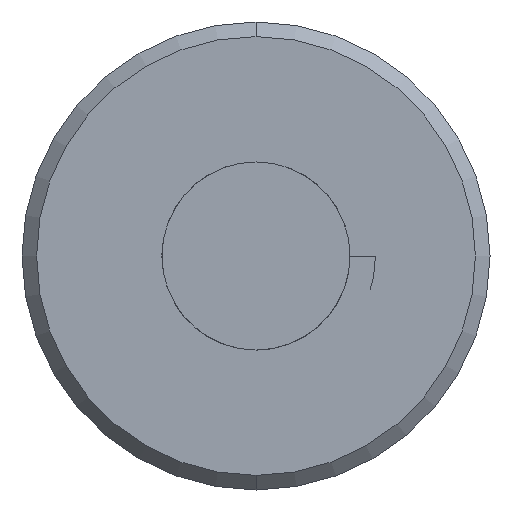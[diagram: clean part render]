
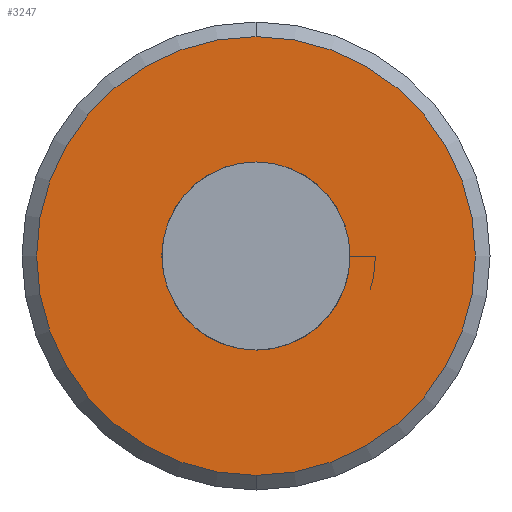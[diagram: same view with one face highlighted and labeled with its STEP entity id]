
A CAD part, front view. The second image highlights one B-rep face of the part: STEP entity #3247.
In plain terms, the highlighted planar face has unit normal (0, -1, 0).
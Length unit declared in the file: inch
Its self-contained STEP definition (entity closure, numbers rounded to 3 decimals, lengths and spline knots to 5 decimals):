
#19 = VERTEX_POINT ( 'NONE', #5207 ) ;
#275 = CARTESIAN_POINT ( 'NONE',  ( 0., -2.23881, 0.23437 ) ) ;
#378 = CARTESIAN_POINT ( 'NONE',  ( 0., -2.23881, 0.1005 ) ) ;
#448 = DIRECTION ( 'NONE',  ( 0., 0., 1. ) ) ;
#464 = CIRCLE ( 'NONE', #5464, 0.1005 ) ;
#508 = DIRECTION ( 'NONE',  ( 0., 0., 1. ) ) ;
#528 = CARTESIAN_POINT ( 'NONE',  ( 0., -2.23881, 0. ) ) ;
#664 = DIRECTION ( 'NONE',  ( 0., -1., 0. ) ) ;
#723 = DIRECTION ( 'NONE',  ( 0., 0., 1. ) ) ;
#728 = CIRCLE ( 'NONE', #6199, 0.1005 ) ;
#1079 = AXIS2_PLACEMENT_3D ( 'NONE', #528, #1553, #448 ) ;
#1252 = CARTESIAN_POINT ( 'NONE',  ( 0.1005, -2.23881, 0. ) ) ;
#1286 = DIRECTION ( 'NONE',  ( 0., 0., 1. ) ) ;
#1313 = CIRCLE ( 'NONE', #1796, 0.1005 ) ;
#1351 = VERTEX_POINT ( 'NONE', #1252 ) ;
#1379 = DIRECTION ( 'NONE',  ( 0., 0., 1. ) ) ;
#1553 = DIRECTION ( 'NONE',  ( 0., -1., 0. ) ) ;
#1617 = CARTESIAN_POINT ( 'NONE',  ( 0., -2.23881, 0. ) ) ;
#1639 = CARTESIAN_POINT ( 'NONE',  ( 0., -2.23881, 0. ) ) ;
#1666 = ORIENTED_EDGE ( 'NONE', *, *, #6559, .T. ) ;
#1796 = AXIS2_PLACEMENT_3D ( 'NONE', #1639, #2175, #3219 ) ;
#1832 = FACE_OUTER_BOUND ( 'NONE', #4504, .T. ) ;
#2108 = VERTEX_POINT ( 'NONE', #275 ) ;
#2175 = DIRECTION ( 'NONE',  ( 0., 1., 0. ) ) ;
#2470 = AXIS2_PLACEMENT_3D ( 'NONE', #3956, #664, #1286 ) ;
#2596 = DIRECTION ( 'NONE',  ( 0., 1., 0. ) ) ;
#2615 = DIRECTION ( 'NONE',  ( 0., 1., 0. ) ) ;
#2747 = ORIENTED_EDGE ( 'NONE', *, *, #5460, .T. ) ;
#2832 = CIRCLE ( 'NONE', #1079, 0.23437 ) ;
#2919 = AXIS2_PLACEMENT_3D ( 'NONE', #4047, #5698, #723 ) ;
#3108 = CARTESIAN_POINT ( 'NONE',  ( 0., -2.23881, 0. ) ) ;
#3164 = CIRCLE ( 'NONE', #2470, 0.23437 ) ;
#3219 = DIRECTION ( 'NONE',  ( 0., 0., 1. ) ) ;
#3247 = ADVANCED_FACE ( 'NONE', ( #6832, #1832 ), #6151, .F. ) ;
#3729 = VERTEX_POINT ( 'NONE', #4999 ) ;
#3956 = CARTESIAN_POINT ( 'NONE',  ( 0., -2.23881, 0. ) ) ;
#4047 = CARTESIAN_POINT ( 'NONE',  ( 0., -2.23881, 0. ) ) ;
#4123 = ORIENTED_EDGE ( 'NONE', *, *, #5195, .T. ) ;
#4213 = ORIENTED_EDGE ( 'NONE', *, *, #5375, .T. ) ;
#4504 = EDGE_LOOP ( 'NONE', ( #4213, #6328 ) ) ;
#4999 = CARTESIAN_POINT ( 'NONE',  ( 0., -2.23881, -0.23437 ) ) ;
#5195 = EDGE_CURVE ( 'NONE', #7138, #1351, #464, .T. ) ;
#5207 = CARTESIAN_POINT ( 'NONE',  ( 0., -2.23881, -0.1005 ) ) ;
#5361 = EDGE_LOOP ( 'NONE', ( #2747, #1666, #4123 ) ) ;
#5375 = EDGE_CURVE ( 'NONE', #2108, #3729, #2832, .T. ) ;
#5460 = EDGE_CURVE ( 'NONE', #1351, #19, #1313, .T. ) ;
#5464 = AXIS2_PLACEMENT_3D ( 'NONE', #3108, #2596, #1379 ) ;
#5698 = DIRECTION ( 'NONE',  ( 0., 1., 0. ) ) ;
#6151 = PLANE ( 'NONE',  #2919 ) ;
#6199 = AXIS2_PLACEMENT_3D ( 'NONE', #1617, #2615, #508 ) ;
#6328 = ORIENTED_EDGE ( 'NONE', *, *, #6756, .T. ) ;
#6559 = EDGE_CURVE ( 'NONE', #19, #7138, #728, .T. ) ;
#6756 = EDGE_CURVE ( 'NONE', #3729, #2108, #3164, .T. ) ;
#6832 = FACE_BOUND ( 'NONE', #5361, .T. ) ;
#7138 = VERTEX_POINT ( 'NONE', #378 ) ;
